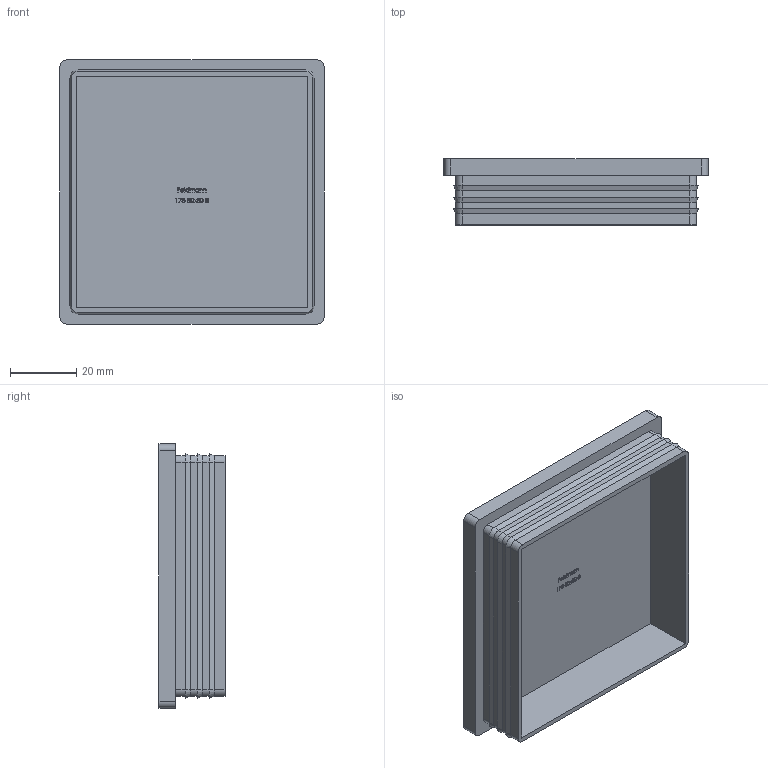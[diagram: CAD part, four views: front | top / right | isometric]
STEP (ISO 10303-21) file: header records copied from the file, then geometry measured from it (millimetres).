
FILE_DESCRIPTION (( 'STEP AP203' ), '1' );
FILE_NAME ('178-80x80-3.step', '2015-09-17T14:52:05', ( '' ), ( '' ), 'SwSTEP 2.0', 'SolidWorks 2015', '' );
FILE_SCHEMA (( 'CONFIG_CONTROL_DESIGN' ));
Length unit declared in the file: millimetre
Products named in the file (1): 178-80x80-3
Bounding box: 80 x 20 x 80 mm (x, y, z)
Volume: 38689 mm3; surface area: 23469.5 mm2
Topology: 1 solids, 1 shells, 325 faces, 840 edges, 552 vertices
Faces by surface type: plane 162, bspline 131, cylinder 20, cone 12
Entity records: 17029 total; most frequent: CARTESIAN_POINT 9873, ORIENTED_EDGE 1680, DIRECTION 1020, EDGE_CURVE 840, VERTEX_POINT 552, VECTOR 526, LINE 526, EDGE_LOOP 360
